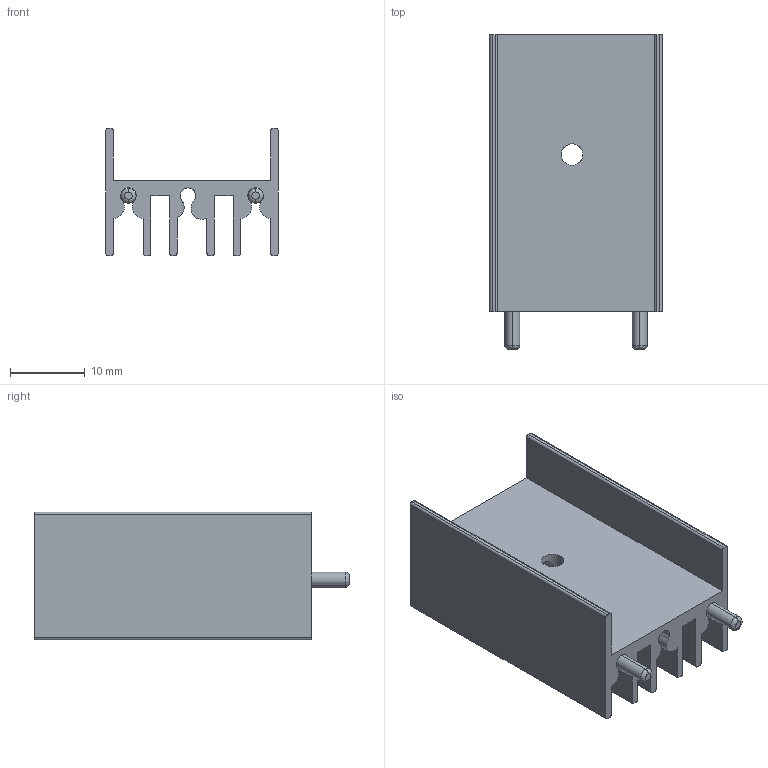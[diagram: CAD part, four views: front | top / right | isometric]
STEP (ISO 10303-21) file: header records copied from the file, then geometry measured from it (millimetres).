
FILE_DESCRIPTION (( 'STEP AP214' ), '1' );
FILE_NAME ('________ 23_37.STEP', '2024-04-14T13:21:18', ( '' ), ( '' ), 'SwSTEP 2.0', 'SolidWorks 2024', '' );
FILE_SCHEMA (( 'AUTOMOTIVE_DESIGN' ));
Length unit declared in the file: millimetre
Products named in the file (1): Радиатор 23х37
Bounding box: 23 x 42 x 17 mm (x, y, z)
Volume: 4696.4 mm3; surface area: 6895.9 mm2
Topology: 3 solids, 3 shells, 68 faces, 185 edges, 122 vertices
Faces by surface type: cylinder 33, plane 31, torus 4
Entity records: 2332 total; most frequent: CARTESIAN_POINT 508, DIRECTION 387, ORIENTED_EDGE 370, EDGE_CURVE 185, AXIS2_PLACEMENT_3D 139, VERTEX_POINT 122, LINE 109, VECTOR 109
